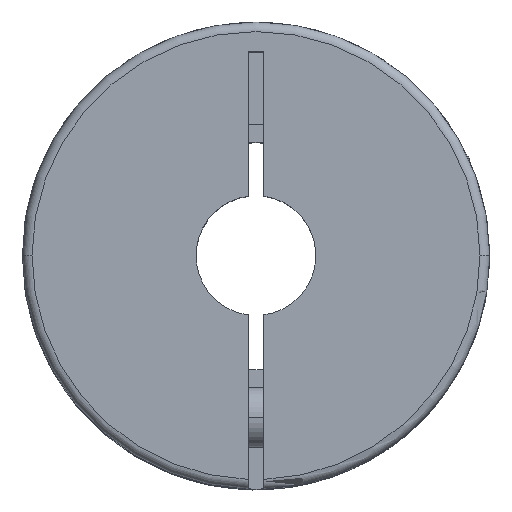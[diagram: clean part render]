
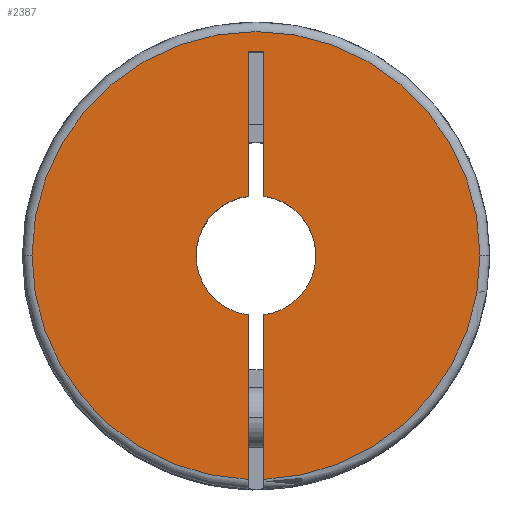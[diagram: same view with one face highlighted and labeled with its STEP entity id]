
A CAD part, top view. The second image highlights one B-rep face of the part: STEP entity #2387.
In plain terms, the highlighted planar face has unit normal (0, 0, 1).
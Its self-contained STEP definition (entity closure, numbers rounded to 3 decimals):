
#60 = DIRECTION ( 'NONE',  ( -1., 0., 0. ) ) ;
#99 = VERTEX_POINT ( 'NONE', #447 ) ;
#153 = ORIENTED_EDGE ( 'NONE', *, *, #3708, .F. ) ;
#168 = PLANE ( 'NONE',  #1257 ) ;
#226 = CARTESIAN_POINT ( 'NONE',  ( -0.65, 17., 0. ) ) ;
#254 = ORIENTED_EDGE ( 'NONE', *, *, #1880, .F. ) ;
#262 = VERTEX_POINT ( 'NONE', #1514 ) ;
#265 = DIRECTION ( 'NONE',  ( 0., -1., 0. ) ) ;
#275 = CIRCLE ( 'NONE', #3323, 18.7 ) ;
#279 = AXIS2_PLACEMENT_3D ( 'NONE', #474, #725, #3858 ) ;
#328 = CARTESIAN_POINT ( 'NONE',  ( 0.65, 4.958, 0. ) ) ;
#337 = CARTESIAN_POINT ( 'NONE',  ( 0., 0., 0. ) ) ;
#361 = CARTESIAN_POINT ( 'NONE',  ( 0., 0., 0. ) ) ;
#363 = VECTOR ( 'NONE', #60, 1000. ) ;
#386 = EDGE_CURVE ( 'NONE', #1646, #2268, #600, .T. ) ;
#447 = CARTESIAN_POINT ( 'NONE',  ( 0.65, 17., 0. ) ) ;
#466 = AXIS2_PLACEMENT_3D ( 'NONE', #361, #1601, #2842 ) ;
#474 = CARTESIAN_POINT ( 'NONE',  ( 0., 0., 0. ) ) ;
#504 = EDGE_CURVE ( 'NONE', #1252, #1646, #1836, .T. ) ;
#564 = DIRECTION ( 'NONE',  ( 0., 0., -1. ) ) ;
#566 = DIRECTION ( 'NONE',  ( 0., 0., -1. ) ) ;
#571 = CIRCLE ( 'NONE', #1945, 18.7 ) ;
#600 = CIRCLE ( 'NONE', #1828, 5. ) ;
#617 = ORIENTED_EDGE ( 'NONE', *, *, #1321, .F. ) ;
#629 = DIRECTION ( 'NONE',  ( 0., 0., -1. ) ) ;
#688 = CARTESIAN_POINT ( 'NONE',  ( 0.65, -19.5, 0. ) ) ;
#725 = DIRECTION ( 'NONE',  ( 0., 0., -1. ) ) ;
#729 = DIRECTION ( 'NONE',  ( 0., 0., -1. ) ) ;
#773 = DIRECTION ( 'NONE',  ( 0., -1., 0. ) ) ;
#841 = CARTESIAN_POINT ( 'NONE',  ( -18.7, 0., 0. ) ) ;
#997 = ORIENTED_EDGE ( 'NONE', *, *, #1395, .T. ) ;
#1033 = ORIENTED_EDGE ( 'NONE', *, *, #3237, .F. ) ;
#1084 = EDGE_CURVE ( 'NONE', #1233, #2846, #275, .T. ) ;
#1142 = LINE ( 'NONE', #226, #2812 ) ;
#1233 = VERTEX_POINT ( 'NONE', #841 ) ;
#1246 = DIRECTION ( 'NONE',  ( 0., 1., 0. ) ) ;
#1252 = VERTEX_POINT ( 'NONE', #3036 ) ;
#1257 = AXIS2_PLACEMENT_3D ( 'NONE', #3573, #564, #2052 ) ;
#1269 = CARTESIAN_POINT ( 'NONE',  ( -0.65, 17., 0. ) ) ;
#1321 = EDGE_CURVE ( 'NONE', #1725, #99, #2185, .T. ) ;
#1344 = VERTEX_POINT ( 'NONE', #1269 ) ;
#1395 = EDGE_CURVE ( 'NONE', #1725, #2999, #2026, .T. ) ;
#1514 = CARTESIAN_POINT ( 'NONE',  ( 0.65, -18.689, 0. ) ) ;
#1601 = DIRECTION ( 'NONE',  ( 0., 0., -1. ) ) ;
#1646 = VERTEX_POINT ( 'NONE', #1779 ) ;
#1651 = CIRCLE ( 'NONE', #2745, 18.7 ) ;
#1725 = VERTEX_POINT ( 'NONE', #328 ) ;
#1779 = CARTESIAN_POINT ( 'NONE',  ( -5., 0., 0. ) ) ;
#1828 = AXIS2_PLACEMENT_3D ( 'NONE', #2104, #3953, #1863 ) ;
#1836 = CIRCLE ( 'NONE', #279, 5. ) ;
#1840 = VERTEX_POINT ( 'NONE', #2573 ) ;
#1863 = DIRECTION ( 'NONE',  ( -1., 0., 0. ) ) ;
#1880 = EDGE_CURVE ( 'NONE', #2846, #262, #1651, .T. ) ;
#1945 = AXIS2_PLACEMENT_3D ( 'NONE', #337, #729, #3149 ) ;
#2002 = EDGE_CURVE ( 'NONE', #1344, #2268, #1142, .T. ) ;
#2026 = CIRCLE ( 'NONE', #466, 5. ) ;
#2030 = FACE_OUTER_BOUND ( 'NONE', #4020, .T. ) ;
#2052 = DIRECTION ( 'NONE',  ( 0., -1., 0. ) ) ;
#2072 = CARTESIAN_POINT ( 'NONE',  ( 0., 0., 0. ) ) ;
#2091 = EDGE_CURVE ( 'NONE', #262, #2999, #3413, .T. ) ;
#2104 = CARTESIAN_POINT ( 'NONE',  ( 0., 0., 0. ) ) ;
#2152 = VECTOR ( 'NONE', #1246, 1000. ) ;
#2185 = LINE ( 'NONE', #688, #2152 ) ;
#2268 = VERTEX_POINT ( 'NONE', #2948 ) ;
#2319 = LINE ( 'NONE', #3286, #3039 ) ;
#2387 = ADVANCED_FACE ( 'NONE', ( #2030 ), #168, .F. ) ;
#2404 = CARTESIAN_POINT ( 'NONE',  ( 18.7, 0., 0. ) ) ;
#2415 = ORIENTED_EDGE ( 'NONE', *, *, #504, .T. ) ;
#2422 = VECTOR ( 'NONE', #3681, 1000. ) ;
#2490 = CARTESIAN_POINT ( 'NONE',  ( 0.65, 17., 0. ) ) ;
#2573 = CARTESIAN_POINT ( 'NONE',  ( -0.65, -18.689, 0. ) ) ;
#2715 = ORIENTED_EDGE ( 'NONE', *, *, #3903, .F. ) ;
#2742 = DIRECTION ( 'NONE',  ( -1., 0., 0. ) ) ;
#2744 = DIRECTION ( 'NONE',  ( -1., 0., 0. ) ) ;
#2745 = AXIS2_PLACEMENT_3D ( 'NONE', #2072, #566, #2744 ) ;
#2812 = VECTOR ( 'NONE', #265, 1000. ) ;
#2842 = DIRECTION ( 'NONE',  ( -1., 0., 0. ) ) ;
#2846 = VERTEX_POINT ( 'NONE', #2404 ) ;
#2888 = LINE ( 'NONE', #2490, #363 ) ;
#2948 = CARTESIAN_POINT ( 'NONE',  ( -0.65, 4.958, 0. ) ) ;
#2999 = VERTEX_POINT ( 'NONE', #3965 ) ;
#3036 = CARTESIAN_POINT ( 'NONE',  ( -0.65, -4.958, 0. ) ) ;
#3039 = VECTOR ( 'NONE', #773, 1000. ) ;
#3149 = DIRECTION ( 'NONE',  ( -1., 0., 0. ) ) ;
#3217 = ORIENTED_EDGE ( 'NONE', *, *, #2002, .F. ) ;
#3237 = EDGE_CURVE ( 'NONE', #99, #1344, #2888, .T. ) ;
#3286 = CARTESIAN_POINT ( 'NONE',  ( -0.65, 17., 0. ) ) ;
#3323 = AXIS2_PLACEMENT_3D ( 'NONE', #3412, #629, #2742 ) ;
#3393 = ORIENTED_EDGE ( 'NONE', *, *, #1084, .F. ) ;
#3412 = CARTESIAN_POINT ( 'NONE',  ( 0., 0., 0. ) ) ;
#3413 = LINE ( 'NONE', #3743, #2422 ) ;
#3549 = ORIENTED_EDGE ( 'NONE', *, *, #2091, .F. ) ;
#3573 = CARTESIAN_POINT ( 'NONE',  ( 0., 0., 0. ) ) ;
#3681 = DIRECTION ( 'NONE',  ( 0., 1., 0. ) ) ;
#3708 = EDGE_CURVE ( 'NONE', #1252, #1840, #2319, .T. ) ;
#3743 = CARTESIAN_POINT ( 'NONE',  ( 0.65, -19.5, 0. ) ) ;
#3748 = ORIENTED_EDGE ( 'NONE', *, *, #386, .T. ) ;
#3858 = DIRECTION ( 'NONE',  ( -1., 0., 0. ) ) ;
#3903 = EDGE_CURVE ( 'NONE', #1840, #1233, #571, .T. ) ;
#3953 = DIRECTION ( 'NONE',  ( 0., 0., -1. ) ) ;
#3965 = CARTESIAN_POINT ( 'NONE',  ( 0.65, -4.958, 0. ) ) ;
#4020 = EDGE_LOOP ( 'NONE', ( #2715, #153, #2415, #3748, #3217, #1033, #617, #997, #3549, #254, #3393 ) ) ;
